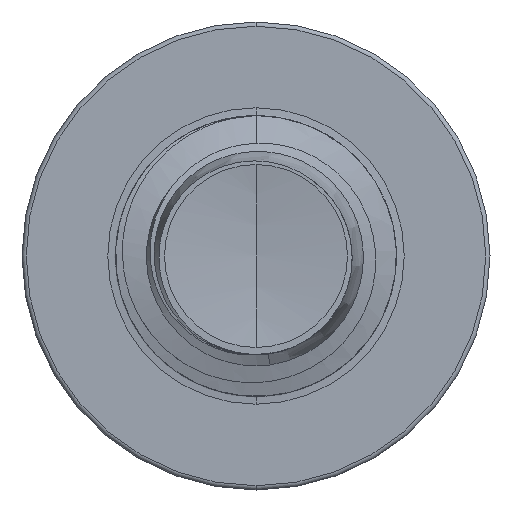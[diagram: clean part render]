
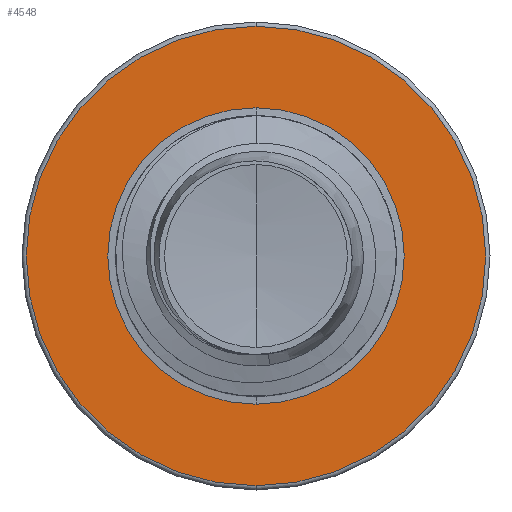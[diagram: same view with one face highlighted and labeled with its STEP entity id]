
A CAD part, front view. The second image highlights one B-rep face of the part: STEP entity #4548.
In plain terms, the highlighted planar face has unit normal (0, -1, 0).
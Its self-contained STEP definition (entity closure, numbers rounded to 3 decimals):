
#483 = CARTESIAN_POINT ( 'NONE',  ( 0., 9., 0. ) ) ;
#942 = EDGE_CURVE ( 'NONE', #18168, #7493, #4425, .T. ) ;
#1075 = CARTESIAN_POINT ( 'NONE',  ( 0., 9., 2.375 ) ) ;
#1088 = CIRCLE ( 'NONE', #7049, 2.375 ) ;
#1311 = CARTESIAN_POINT ( 'NONE',  ( 0., 9., -2.375 ) ) ;
#2178 = ORIENTED_EDGE ( 'NONE', *, *, #18198, .F. ) ;
#2415 = DIRECTION ( 'NONE',  ( 0., 0., 1. ) ) ;
#2501 = AXIS2_PLACEMENT_3D ( 'NONE', #10651, #21819, #12284 ) ;
#2597 = AXIS2_PLACEMENT_3D ( 'NONE', #14974, #4626, #16585 ) ;
#2858 = DIRECTION ( 'NONE',  ( 0., 0., 1. ) ) ;
#2886 = DIRECTION ( 'NONE',  ( 0., 1., 0. ) ) ;
#2914 = CARTESIAN_POINT ( 'NONE',  ( 0., 9., 0. ) ) ;
#3685 = FACE_OUTER_BOUND ( 'NONE', #19206, .T. ) ;
#4425 = CIRCLE ( 'NONE', #11862, 3.683 ) ;
#4548 = ADVANCED_FACE ( 'NONE', ( #3685, #20448 ), #6255, .F. ) ;
#4626 = DIRECTION ( 'NONE',  ( 0., 1., 0. ) ) ;
#5259 = VERTEX_POINT ( 'NONE', #1311 ) ;
#5710 = VERTEX_POINT ( 'NONE', #1075 ) ;
#5784 = ORIENTED_EDGE ( 'NONE', *, *, #17961, .T. ) ;
#6248 = DIRECTION ( 'NONE',  ( 0., 0., 1. ) ) ;
#6255 = PLANE ( 'NONE',  #10778 ) ;
#6298 = CARTESIAN_POINT ( 'NONE',  ( 0., 9., -2.375 ) ) ;
#6372 = DIRECTION ( 'NONE',  ( 0., 1., 0. ) ) ;
#7049 = AXIS2_PLACEMENT_3D ( 'NONE', #483, #13062, #2415 ) ;
#7493 = VERTEX_POINT ( 'NONE', #12592 ) ;
#9747 = EDGE_LOOP ( 'NONE', ( #5784, #16902 ) ) ;
#9928 = CIRCLE ( 'NONE', #2501, 3.683 ) ;
#10651 = CARTESIAN_POINT ( 'NONE',  ( 0., 9., 0. ) ) ;
#10778 = AXIS2_PLACEMENT_3D ( 'NONE', #6298, #6372, #6248 ) ;
#11862 = AXIS2_PLACEMENT_3D ( 'NONE', #2914, #2886, #2858 ) ;
#12284 = DIRECTION ( 'NONE',  ( 0., 0., 1. ) ) ;
#12592 = CARTESIAN_POINT ( 'NONE',  ( 0., 9., 3.683 ) ) ;
#13062 = DIRECTION ( 'NONE',  ( 0., 1., 0. ) ) ;
#13418 = EDGE_CURVE ( 'NONE', #5259, #5710, #1088, .T. ) ;
#14974 = CARTESIAN_POINT ( 'NONE',  ( 0., 9., 0. ) ) ;
#16585 = DIRECTION ( 'NONE',  ( 0., 0., 1. ) ) ;
#16902 = ORIENTED_EDGE ( 'NONE', *, *, #13418, .T. ) ;
#17961 = EDGE_CURVE ( 'NONE', #5710, #5259, #18418, .T. ) ;
#18168 = VERTEX_POINT ( 'NONE', #21745 ) ;
#18198 = EDGE_CURVE ( 'NONE', #7493, #18168, #9928, .T. ) ;
#18418 = CIRCLE ( 'NONE', #2597, 2.375 ) ;
#19206 = EDGE_LOOP ( 'NONE', ( #2178, #20178 ) ) ;
#20178 = ORIENTED_EDGE ( 'NONE', *, *, #942, .F. ) ;
#20448 = FACE_BOUND ( 'NONE', #9747, .T. ) ;
#21745 = CARTESIAN_POINT ( 'NONE',  ( 0., 9., -3.682 ) ) ;
#21819 = DIRECTION ( 'NONE',  ( 0., 1., 0. ) ) ;
